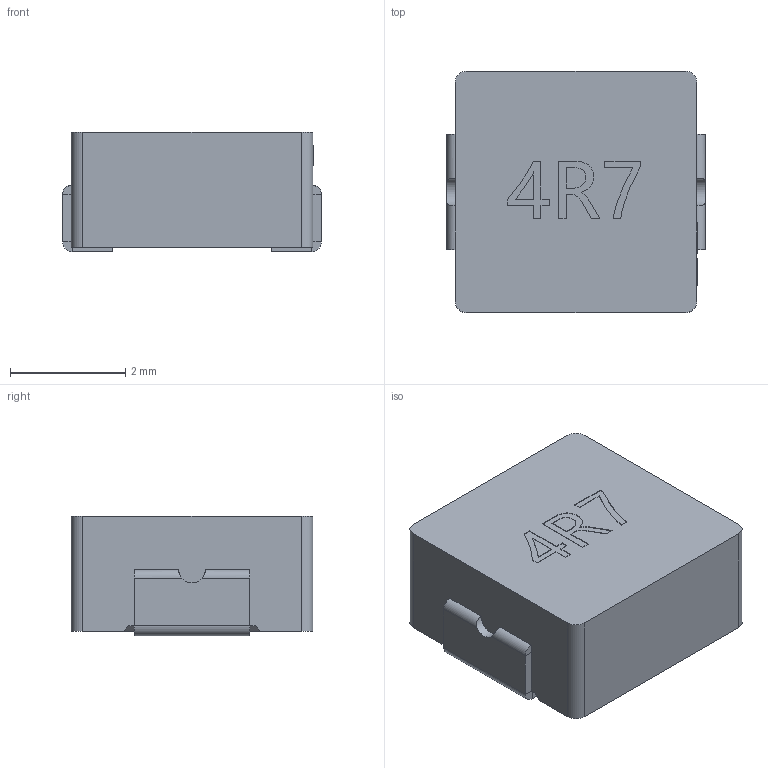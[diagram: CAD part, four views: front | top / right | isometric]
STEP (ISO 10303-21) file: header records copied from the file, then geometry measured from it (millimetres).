
FILE_DESCRIPTION(/* description */ (''),/* implementation_level */ '2;1');
FILE_NAME(/* name */ 'IND-SMD_L4.5-W4.2-H2.0.step',/* time_stamp */ '2022-10-21T19:20:29+08:00',/* author */ (''),/* organization */ (''),/* preprocessor_version */ 'ST-DEVELOPER v19',/* originating_system */ 'Autodesk Translation Framework v11.7.0.108',/* authorisation */ '');
FILE_SCHEMA (('AUTOMOTIVE_DESIGN { 1 0 10303 214 3 1 1 }'));
Length unit declared in the file: millimetre
Products named in the file (4): (Unsaved); L1; IND-SMD_L4.5-W4.2; SOLID
Assembly tree (3 placements, depth 4):
  (Unsaved)
    L1
      IND-SMD_L4.5-W4.2
        SOLID
Bounding box: 4.5 x 4.2 x 2.08 mm (x, y, z)
Volume: 35.9 mm3; surface area: 77.3 mm2
Topology: 1 solids, 1 shells, 375 faces, 1002 edges, 660 vertices
Faces by surface type: plane 239, bspline 122, cylinder 14
Entity records: 13647 total; most frequent: CARTESIAN_POINT 4566, ORIENTED_EDGE 2004, DIRECTION 1478, EDGE_CURVE 1002, LINE 730, VECTOR 730, VERTEX_POINT 660, EDGE_LOOP 406
